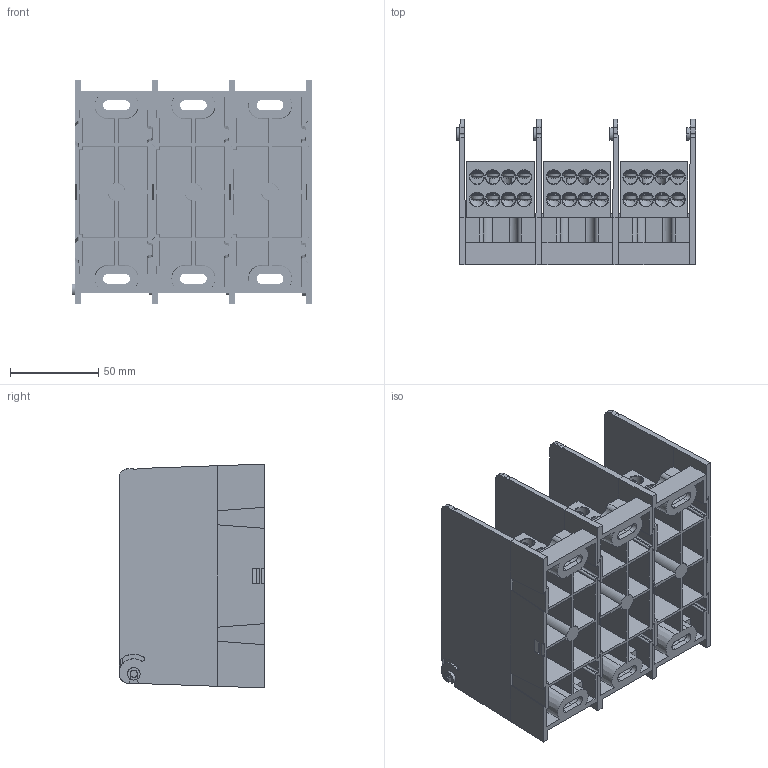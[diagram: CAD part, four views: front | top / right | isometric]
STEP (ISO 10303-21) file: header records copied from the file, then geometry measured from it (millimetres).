
FILE_DESCRIPTION (( 'STEP AP214' ), '1' );
FILE_NAME ('701963-3.STEP', '2024-08-14T13:59:56', ( '' ), ( '' ), 'SwSTEP 2.0', 'SolidWorks 2021', '' );
FILE_SCHEMA (( 'AUTOMOTIVE_DESIGN' ));
Length unit declared in the file: inch
Products named in the file (8): F09002; C06758P; 701963-3; C06758; 410034; 330556; F09928_DEFAULT; F08942_DEFAULT
Assembly tree (20 placements, depth 3):
  701963-3
    C06758P  x3
      C06758
      F09002
      F08942_DEFAULT
    410034  x3
    F09928_DEFAULT  x3
    330556
Bounding box: 135.72 x 82.55 x 127.01 mm (x, y, z)
Volume: 403174.7 mm3; surface area: 241680.3 mm2
Topology: 37 solids, 37 shells, 3313 faces, 8671 edges, 5453 vertices
Faces by surface type: cylinder 1161, cone 1134, plane 868, bspline 72, sphere 54, torus 24
Entity records: 25043 total; most frequent: CARTESIAN_POINT 9123, ORIENTED_EDGE 3416, DIRECTION 2907, EDGE_CURVE 1708, VERTEX_POINT 1101, LINE 1005, VECTOR 1005, AXIS2_PLACEMENT_3D 951
